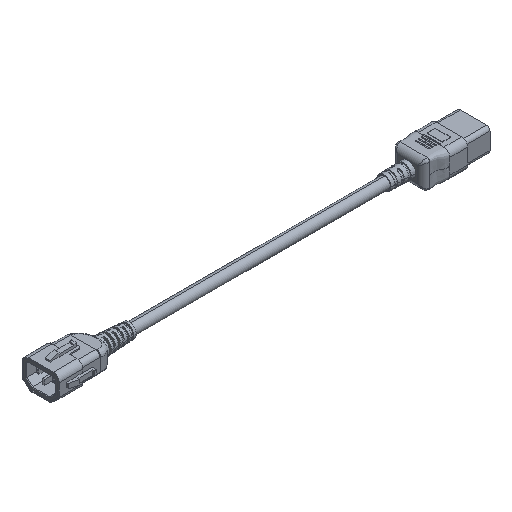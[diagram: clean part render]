
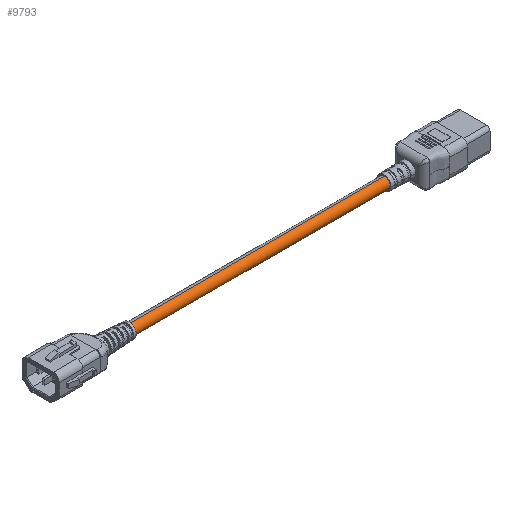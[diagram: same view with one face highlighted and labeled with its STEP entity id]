
A CAD part, isometric view. The second image highlights one B-rep face of the part: STEP entity #9793.
In plain terms, the highlighted cylindrical face has radius 4.6 mm (diameter 9.2 mm), a partial arc.
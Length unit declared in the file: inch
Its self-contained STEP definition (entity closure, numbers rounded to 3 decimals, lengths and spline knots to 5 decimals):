
#312 = CARTESIAN_POINT ( 'NONE',  ( 0., 0., -10. ) ) ;
#571 = VECTOR ( 'NONE', #1432, 39.37008 ) ;
#1084 = FACE_OUTER_BOUND ( 'NONE', #9965, .T. ) ;
#1432 = DIRECTION ( 'NONE',  ( 0., 0., 1. ) ) ;
#1571 = DIRECTION ( 'NONE',  ( 1., 0., 0. ) ) ;
#1758 = DIRECTION ( 'NONE',  ( 1., 0., 0. ) ) ;
#1810 = CIRCLE ( 'NONE', #5529, 0.1811 ) ;
#3150 = VECTOR ( 'NONE', #4418, 39.37008 ) ;
#3253 = CARTESIAN_POINT ( 'NONE',  ( 0.1811, 0., -10. ) ) ;
#4418 = DIRECTION ( 'NONE',  ( 0., 0., 1. ) ) ;
#4508 = DIRECTION ( 'NONE',  ( 1., 0., 0. ) ) ;
#5529 = AXIS2_PLACEMENT_3D ( 'NONE', #13272, #8181, #4508 ) ;
#5755 = LINE ( 'NONE', #3253, #3150 ) ;
#5804 = EDGE_CURVE ( 'NONE', #7591, #6661, #11347, .T. ) ;
#6353 = CARTESIAN_POINT ( 'NONE',  ( -0.1811, 0., -10. ) ) ;
#6661 = VERTEX_POINT ( 'NONE', #6780 ) ;
#6780 = CARTESIAN_POINT ( 'NONE',  ( -0.1811, 0., 0. ) ) ;
#7258 = ORIENTED_EDGE ( 'NONE', *, *, #13210, .T. ) ;
#7591 = VERTEX_POINT ( 'NONE', #15503 ) ;
#7877 = AXIS2_PLACEMENT_3D ( 'NONE', #8251, #15931, #1758 ) ;
#8181 = DIRECTION ( 'NONE',  ( 0., 0., 1. ) ) ;
#8251 = CARTESIAN_POINT ( 'NONE',  ( 0., 0., -10. ) ) ;
#8677 = CIRCLE ( 'NONE', #7877, 0.1811 ) ;
#8709 = EDGE_CURVE ( 'NONE', #9886, #14827, #5755, .T. ) ;
#9267 = ORIENTED_EDGE ( 'NONE', *, *, #8709, .T. ) ;
#9427 = CARTESIAN_POINT ( 'NONE',  ( 0.1811, 0., 0. ) ) ;
#9793 = ADVANCED_FACE ( 'NONE', ( #1084 ), #11812, .T. ) ;
#9886 = VERTEX_POINT ( 'NONE', #15739 ) ;
#9965 = EDGE_LOOP ( 'NONE', ( #12460, #7258, #9267, #13760 ) ) ;
#11347 = LINE ( 'NONE', #6353, #571 ) ;
#11812 = CYLINDRICAL_SURFACE ( 'NONE', #16332, 0.1811 ) ;
#12460 = ORIENTED_EDGE ( 'NONE', *, *, #5804, .F. ) ;
#13210 = EDGE_CURVE ( 'NONE', #7591, #9886, #8677, .T. ) ;
#13272 = CARTESIAN_POINT ( 'NONE',  ( 0., 0., 0. ) ) ;
#13760 = ORIENTED_EDGE ( 'NONE', *, *, #15770, .F. ) ;
#14827 = VERTEX_POINT ( 'NONE', #9427 ) ;
#15503 = CARTESIAN_POINT ( 'NONE',  ( -0.1811, 0., -10. ) ) ;
#15581 = DIRECTION ( 'NONE',  ( 0., 0., 1. ) ) ;
#15739 = CARTESIAN_POINT ( 'NONE',  ( 0.1811, 0., -10. ) ) ;
#15770 = EDGE_CURVE ( 'NONE', #6661, #14827, #1810, .T. ) ;
#15931 = DIRECTION ( 'NONE',  ( 0., 0., 1. ) ) ;
#16332 = AXIS2_PLACEMENT_3D ( 'NONE', #312, #15581, #1571 ) ;
